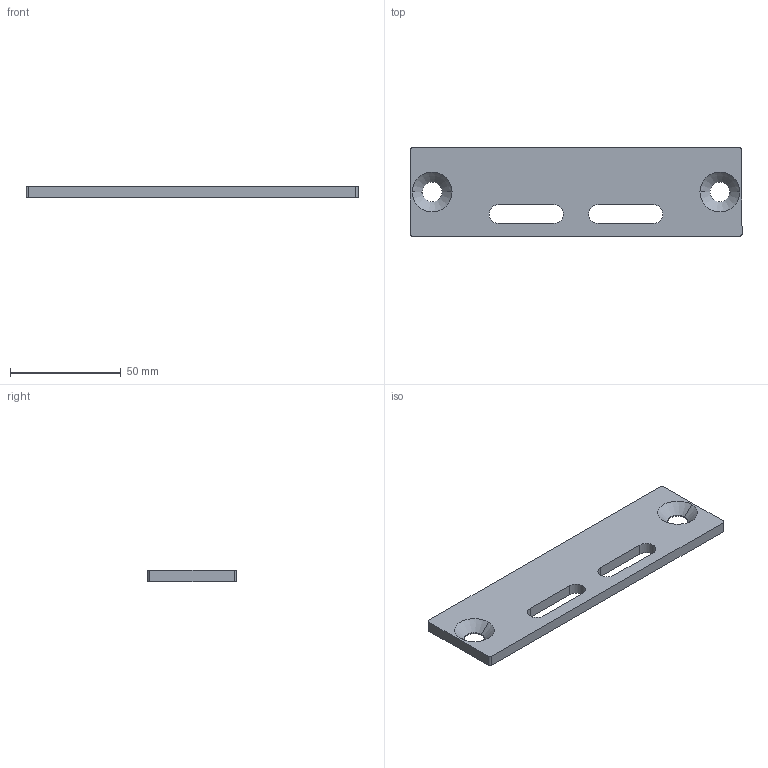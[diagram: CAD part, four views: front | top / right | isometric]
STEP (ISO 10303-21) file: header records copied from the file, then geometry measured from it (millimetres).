
FILE_DESCRIPTION (( 'STEP AP214' ), '1' );
FILE_NAME ('AL-SPS.SL150.40120 Òîðöåâàÿ ïëàñòèíà 40120õ150 ìì.STEP', '2026-03-11T07:49:25', ( '' ), ( '' ), 'SwSTEP 2.0', 'SolidWorks 2021', '' );
FILE_SCHEMA (( 'AUTOMOTIVE_DESIGN' ));
Length unit declared in the file: millimetre
Products named in the file (1): AL-SPS.SL150.40120 Òîðöåâàÿ ïëàñòèíà 40120õ150 ìì
Bounding box: 150 x 40 x 5 mm (x, y, z)
Volume: 25903.7 mm3; surface area: 13511.7 mm2
Topology: 1 solids, 1 shells, 28 faces, 74 edges, 48 vertices
Faces by surface type: cylinder 14, plane 10, cone 4
Entity records: 928 total; most frequent: DIRECTION 164, CARTESIAN_POINT 151, ORIENTED_EDGE 148, EDGE_CURVE 74, AXIS2_PLACEMENT_3D 61, VERTEX_POINT 48, LINE 42, VECTOR 42
